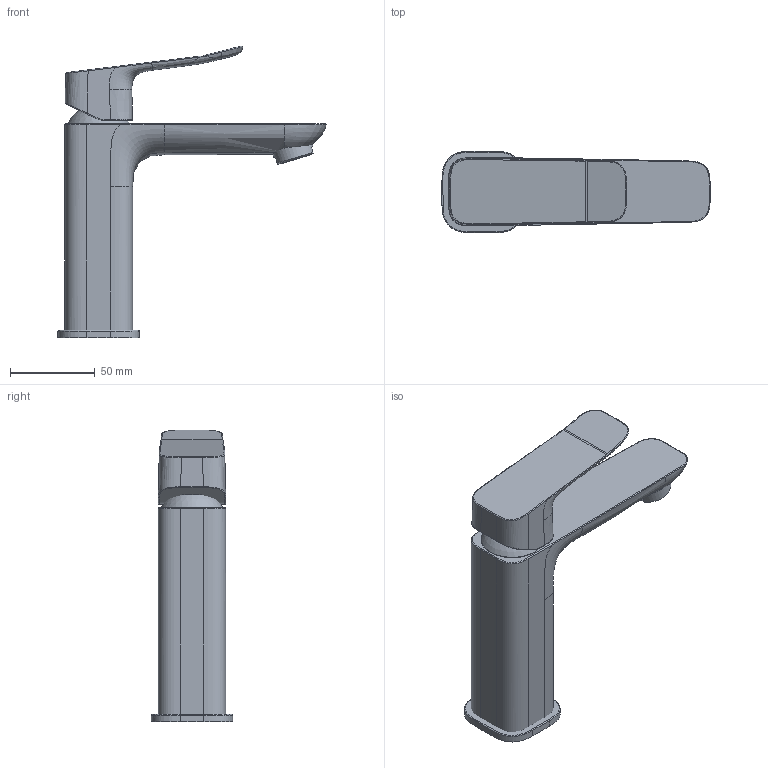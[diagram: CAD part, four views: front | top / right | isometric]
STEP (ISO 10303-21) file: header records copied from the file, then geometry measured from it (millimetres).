
FILE_DESCRIPTION(/* description */ ('Unknown'),/* implementation_level */ '2;1');
FILE_NAME(/* name */ '1018330000',/* time_stamp */ '2024-01-17T10:55:20+01:00',/* author */ ('Unknown'),/* organization */ ('GROHE AG'),/* preprocessor_version */ 'ST-DEVELOPER v16.7',/* originating_system */ 'DEX',/* authorisation */ $);
FILE_SCHEMA (('AUTOMOTIVE_DESIGN {1 0 10303 214 3 1 1}'));
Products named in the file (7): Asm4; 1018330000_EHM_WT-_OHM_BASIN_02216054_oa_0; 418230038_GEH_EHM-_OHM_BODY_100311025; 418697038_HEBEL_EHM-_OHM_LEVER_02212526; A4222472_KAPPE_01014436; 418676038_ROSETTE_ROSETTE_100328681; 418103040_MOUSSEUR_MOUSSEUR_100314672
Assembly tree (6 placements, depth 3):
  Asm4
    1018330000_EHM_WT-_OHM_BASIN_02216054_oa_0
      418230038_GEH_EHM-_OHM_BODY_100311025
      418697038_HEBEL_EHM-_OHM_LEVER_02212526
      A4222472_KAPPE_01014436
      418676038_ROSETTE_ROSETTE_100328681
      418103040_MOUSSEUR_MOUSSEUR_100314672
Bounding box: 157.99 x 48 x 172 mm (x, y, z)
Volume: 318337.1 mm3; surface area: 54855.9 mm2
Topology: 5 solids, 13 shells, 1071 faces, 2994 edges, 1996 vertices
Faces by surface type: plane 525, cylinder 263, cone 160, bspline 84, torus 38, sphere 1
Full cylindrical faces by diameter (mm): 13.95 x1, 15 x1, 17.5 x2, 17.65 x1, 17.8 x1, 18.7 x1, 19.87 x1, 19.97 x1, 20.15 x1, 20.88 x1, 21.175 x1, 21.45 x1, 22.45 x2, 23.6 x2, 23.87 x1, 34.8 x1, 36.9 x2
Entity records: 47773 total; most frequent: CARTESIAN_POINT 22191, ORIENTED_EDGE 5772, DIRECTION 4482, EDGE_CURVE 2886, VERTEX_POINT 1953, AXIS2_PLACEMENT_3D 1573, LINE 1336, VECTOR 1336
